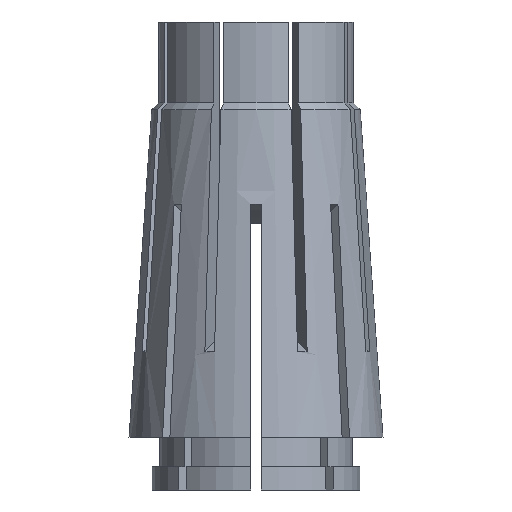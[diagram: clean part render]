
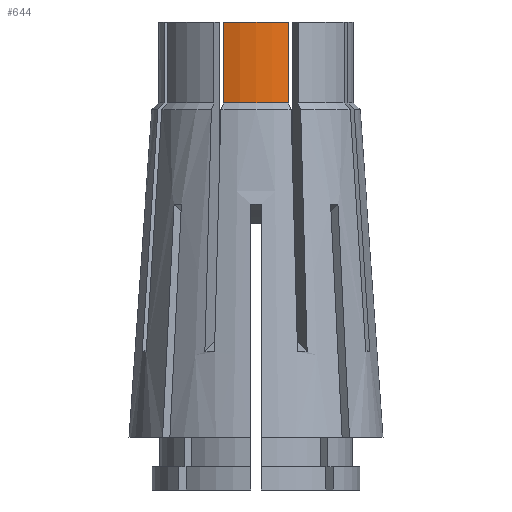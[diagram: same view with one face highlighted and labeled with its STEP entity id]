
A CAD part, front view. The second image highlights one B-rep face of the part: STEP entity #644.
In plain terms, the highlighted cylindrical face has radius 9.4 mm (diameter 18.8 mm), a partial arc.
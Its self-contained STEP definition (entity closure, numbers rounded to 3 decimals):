
#102 = DIRECTION ( 'NONE',  ( 0., 0., -1. ) ) ;
#340 = CARTESIAN_POINT ( 'NONE',  ( 3.13, -8.864, -7.8 ) ) ;
#435 = DIRECTION ( 'NONE',  ( 0., 0., 1. ) ) ;
#520 = CYLINDRICAL_SURFACE ( 'NONE', #2974, 9.4 ) ;
#553 = FACE_OUTER_BOUND ( 'NONE', #2110, .T. ) ;
#644 = ADVANCED_FACE ( 'NONE', ( #553 ), #520, .T. ) ;
#764 = CARTESIAN_POINT ( 'NONE',  ( 0., 0., -7.8 ) ) ;
#769 = CARTESIAN_POINT ( 'NONE',  ( 3.13, -8.864, 0. ) ) ;
#1027 = CARTESIAN_POINT ( 'NONE',  ( 0., 0., 0. ) ) ;
#1234 = AXIS2_PLACEMENT_3D ( 'NONE', #1860, #1872, #1904 ) ;
#1423 = VECTOR ( 'NONE', #3718, 1000. ) ;
#1527 = ORIENTED_EDGE ( 'NONE', *, *, #4231, .T. ) ;
#1627 = CARTESIAN_POINT ( 'NONE',  ( -3.13, -8.864, -7.8 ) ) ;
#1732 = CARTESIAN_POINT ( 'NONE',  ( -3.13, -8.864, 0. ) ) ;
#1831 = LINE ( 'NONE', #2112, #1423 ) ;
#1845 = VECTOR ( 'NONE', #102, 1000. ) ;
#1860 = CARTESIAN_POINT ( 'NONE',  ( 0., 0., 0. ) ) ;
#1872 = DIRECTION ( 'NONE',  ( 0., 0., 1. ) ) ;
#1876 = LINE ( 'NONE', #769, #1845 ) ;
#1904 = DIRECTION ( 'NONE',  ( 1., 0., 0. ) ) ;
#1970 = VERTEX_POINT ( 'NONE', #1627 ) ;
#1972 = EDGE_CURVE ( 'NONE', #1970, #3910, #3722, .T. ) ;
#2009 = CIRCLE ( 'NONE', #1234, 9.4 ) ;
#2110 = EDGE_LOOP ( 'NONE', ( #2386, #3697, #1527, #3206 ) ) ;
#2112 = CARTESIAN_POINT ( 'NONE',  ( -3.13, -8.864, 0. ) ) ;
#2165 = AXIS2_PLACEMENT_3D ( 'NONE', #764, #435, #3692 ) ;
#2386 = ORIENTED_EDGE ( 'NONE', *, *, #4045, .F. ) ;
#2974 = AXIS2_PLACEMENT_3D ( 'NONE', #1027, #4243, #3857 ) ;
#3206 = ORIENTED_EDGE ( 'NONE', *, *, #1972, .T. ) ;
#3569 = VERTEX_POINT ( 'NONE', #3743 ) ;
#3692 = DIRECTION ( 'NONE',  ( 1., 0., 0. ) ) ;
#3697 = ORIENTED_EDGE ( 'NONE', *, *, #3970, .F. ) ;
#3718 = DIRECTION ( 'NONE',  ( 0., 0., -1. ) ) ;
#3722 = CIRCLE ( 'NONE', #2165, 9.4 ) ;
#3743 = CARTESIAN_POINT ( 'NONE',  ( 3.13, -8.864, 0. ) ) ;
#3857 = DIRECTION ( 'NONE',  ( 1., 0., 0. ) ) ;
#3910 = VERTEX_POINT ( 'NONE', #340 ) ;
#3970 = EDGE_CURVE ( 'NONE', #4014, #3569, #2009, .T. ) ;
#4014 = VERTEX_POINT ( 'NONE', #1732 ) ;
#4045 = EDGE_CURVE ( 'NONE', #3569, #3910, #1876, .T. ) ;
#4231 = EDGE_CURVE ( 'NONE', #4014, #1970, #1831, .T. ) ;
#4243 = DIRECTION ( 'NONE',  ( 0., 0., 1. ) ) ;
